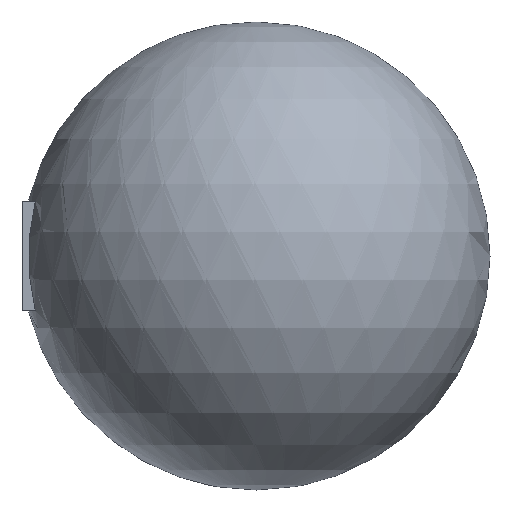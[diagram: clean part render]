
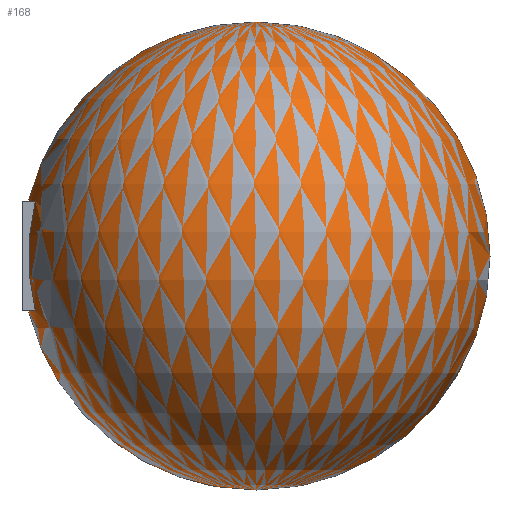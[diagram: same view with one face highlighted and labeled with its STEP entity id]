
A CAD part, front view. The second image highlights one B-rep face of the part: STEP entity #168.
In plain terms, the highlighted spherical face has radius 20 mm.
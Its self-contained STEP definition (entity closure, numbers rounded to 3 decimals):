
#20=CARTESIAN_POINT('',(0.,0.,0.));
#21=DIRECTION('',(0.,1.,0.));
#22=DIRECTION('',(0.,0.,-1.));
#23=AXIS2_PLACEMENT_3D('',#20,#21,#22);
#25=CARTESIAN_POINT('',(0.,0.,0.));
#26=DIRECTION('',(0.,-1.,0.));
#27=DIRECTION('',(0.,0.,-1.));
#28=AXIS2_PLACEMENT_3D('',#25,#26,#27);
#30=CARTESIAN_POINT('',(0.,0.,0.));
#31=DIRECTION('',(0.,1.,0.));
#32=DIRECTION('',(-0.972,0.,0.235));
#33=AXIS2_PLACEMENT_3D('',#30,#31,#32);
#39=CARTESIAN_POINT('',(0.,0.,4.7));
#40=DIRECTION('',(0.,0.,1.));
#41=DIRECTION('',(-1.,0.,0.));
#42=AXIS2_PLACEMENT_3D('',#39,#40,#41);
#44=CARTESIAN_POINT('',(0.,0.,-4.7));
#45=DIRECTION('',(0.,0.,1.));
#46=DIRECTION('',(-1.,0.,0.));
#47=AXIS2_PLACEMENT_3D('',#44,#45,#46);
#49=CARTESIAN_POINT('',(0.,-4.7,0.));
#50=DIRECTION('',(0.,-1.,0.));
#51=DIRECTION('',(-0.97,0.,0.242));
#52=AXIS2_PLACEMENT_3D('',#49,#50,#51);
#78=CARTESIAN_POINT('',(0.,0.,-20.));
#79=CARTESIAN_POINT('',(0.,0.,20.));
#80=VERTEX_POINT('',#78);
#81=VERTEX_POINT('',#79);
#90=CARTESIAN_POINT('',(-19.44,0.,4.7));
#91=CARTESIAN_POINT('',(-18.863,-4.7,4.7));
#92=VERTEX_POINT('',#90);
#93=VERTEX_POINT('',#91);
#94=CARTESIAN_POINT('',(-18.863,-4.7,-4.7));
#95=VERTEX_POINT('',#94);
#96=CARTESIAN_POINT('',(-19.44,0.,-4.7));
#97=VERTEX_POINT('',#96);
#153=CARTESIAN_POINT('',(0.,0.,0.));
#154=DIRECTION('',(0.,0.,1.));
#155=DIRECTION('',(-1.,0.,0.));
#156=AXIS2_PLACEMENT_3D('',#153,#154,#155);
#157=SPHERICAL_SURFACE('',#156,20.);
#158=ORIENTED_EDGE('',*,*,#142,.F.);
#159=ORIENTED_EDGE('',*,*,#132,.T.);
#160=ORIENTED_EDGE('',*,*,#130,.F.);
#161=ORIENTED_EDGE('',*,*,#128,.T.);
#163=ORIENTED_EDGE('',*,*,#162,.T.);
#165=ORIENTED_EDGE('',*,*,#164,.F.);
#166=EDGE_LOOP('',(#158,#159,#160,#161,#163,#165));
#167=FACE_OUTER_BOUND('',#166,.F.);
#168=ADVANCED_FACE('',(#167),#157,.T.);
#24=CIRCLE('',#23,20.);
#29=CIRCLE('',#28,20.);
#34=CIRCLE('',#33,20.);
#43=CIRCLE('',#42,19.44);
#48=CIRCLE('',#47,19.44);
#53=CIRCLE('',#52,19.44);
#128=EDGE_CURVE('',#80,#97,#24,.T.);
#130=EDGE_CURVE('',#80,#81,#29,.T.);
#132=EDGE_CURVE('',#92,#81,#34,.T.);
#142=EDGE_CURVE('',#92,#93,#43,.T.);
#162=EDGE_CURVE('',#97,#95,#48,.T.);
#164=EDGE_CURVE('',#93,#95,#53,.T.);
